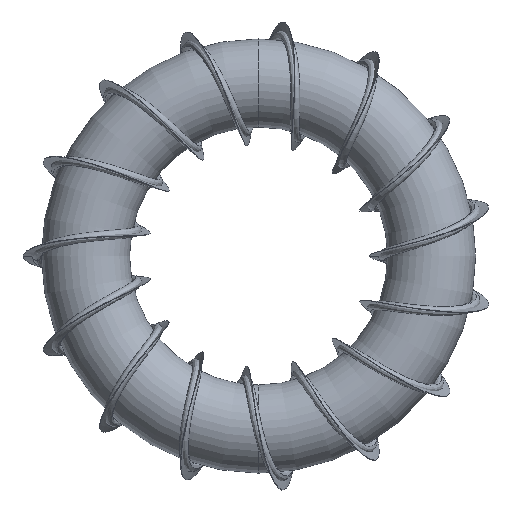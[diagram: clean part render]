
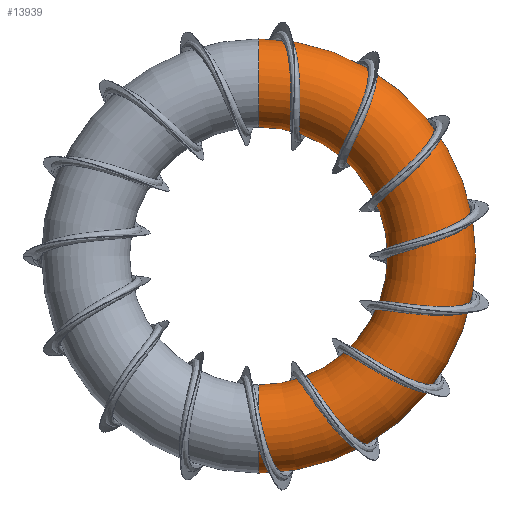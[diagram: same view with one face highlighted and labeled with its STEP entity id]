
A CAD part, front view. The second image highlights one B-rep face of the part: STEP entity #13939.
In plain terms, the highlighted toroidal (fillet/blend) face has major radius 9.525 mm and minor radius 2.425 mm.
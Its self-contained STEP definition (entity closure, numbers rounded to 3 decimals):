
#620 = DIRECTION ( 'NONE',  ( -1., 0., 0. ) ) ;
#1063 = VERTEX_POINT ( 'NONE', #2533 ) ;
#2105 = DIRECTION ( 'NONE',  ( 0., -1., 0. ) ) ;
#2396 = DIRECTION ( 'NONE',  ( 0., -1., 0. ) ) ;
#2533 = CARTESIAN_POINT ( 'NONE',  ( 0., 0., 11.95 ) ) ;
#3541 = AXIS2_PLACEMENT_3D ( 'NONE', #11912, #2396, #13508 ) ;
#3709 = CARTESIAN_POINT ( 'NONE',  ( 0., 0., -11.95 ) ) ;
#4494 = CARTESIAN_POINT ( 'NONE',  ( 0., 0., 9.525 ) ) ;
#5288 = EDGE_CURVE ( 'NONE', #1063, #12502, #6879, .T. ) ;
#5579 = ORIENTED_EDGE ( 'NONE', *, *, #13763, .F. ) ;
#5884 = CIRCLE ( 'NONE', #17279, 7.1 ) ;
#6046 = ORIENTED_EDGE ( 'NONE', *, *, #14859, .F. ) ;
#6092 = DIRECTION ( 'NONE',  ( 0., 0., -1. ) ) ;
#6533 = ORIENTED_EDGE ( 'NONE', *, *, #5288, .T. ) ;
#6807 = CARTESIAN_POINT ( 'NONE',  ( 0., 0., 7.1 ) ) ;
#6879 = CIRCLE ( 'NONE', #19010, 2.425 ) ;
#8129 = CIRCLE ( 'NONE', #3541, 11.95 ) ;
#8613 = DIRECTION ( 'NONE',  ( 0., 0., -1. ) ) ;
#10137 = CARTESIAN_POINT ( 'NONE',  ( 0., 0., -9.525 ) ) ;
#10268 = EDGE_LOOP ( 'NONE', ( #5579, #14242, #6533, #6046 ) ) ;
#11622 = CARTESIAN_POINT ( 'NONE',  ( 0., 0., 0. ) ) ;
#11661 = CARTESIAN_POINT ( 'NONE',  ( 0., 0., -7.1 ) ) ;
#11732 = DIRECTION ( 'NONE',  ( 0., 0., 1. ) ) ;
#11912 = CARTESIAN_POINT ( 'NONE',  ( 0., 0., 0. ) ) ;
#12502 = VERTEX_POINT ( 'NONE', #6807 ) ;
#12753 = VERTEX_POINT ( 'NONE', #11661 ) ;
#13221 = DIRECTION ( 'NONE',  ( 0., 0., -1. ) ) ;
#13508 = DIRECTION ( 'NONE',  ( 0., 0., -1. ) ) ;
#13763 = EDGE_CURVE ( 'NONE', #15242, #12753, #14028, .T. ) ;
#13939 = ADVANCED_FACE ( 'NONE', ( #15524 ), #16788, .T. ) ;
#14028 = CIRCLE ( 'NONE', #19826, 2.425 ) ;
#14242 = ORIENTED_EDGE ( 'NONE', *, *, #16603, .T. ) ;
#14859 = EDGE_CURVE ( 'NONE', #12753, #12502, #5884, .T. ) ;
#15242 = VERTEX_POINT ( 'NONE', #3709 ) ;
#15524 = FACE_OUTER_BOUND ( 'NONE', #10268, .T. ) ;
#15599 = DIRECTION ( 'NONE',  ( 1., 0., 0. ) ) ;
#16603 = EDGE_CURVE ( 'NONE', #15242, #1063, #8129, .T. ) ;
#16788 = TOROIDAL_SURFACE ( 'NONE', #19432, 9.525, 2.425 ) ;
#17279 = AXIS2_PLACEMENT_3D ( 'NONE', #11622, #2105, #13221 ) ;
#18059 = CARTESIAN_POINT ( 'NONE',  ( 0., 0., 0. ) ) ;
#18129 = DIRECTION ( 'NONE',  ( 0., -1., 0. ) ) ;
#19010 = AXIS2_PLACEMENT_3D ( 'NONE', #4494, #15599, #6092 ) ;
#19432 = AXIS2_PLACEMENT_3D ( 'NONE', #18059, #18129, #8613 ) ;
#19826 = AXIS2_PLACEMENT_3D ( 'NONE', #10137, #620, #11732 ) ;
